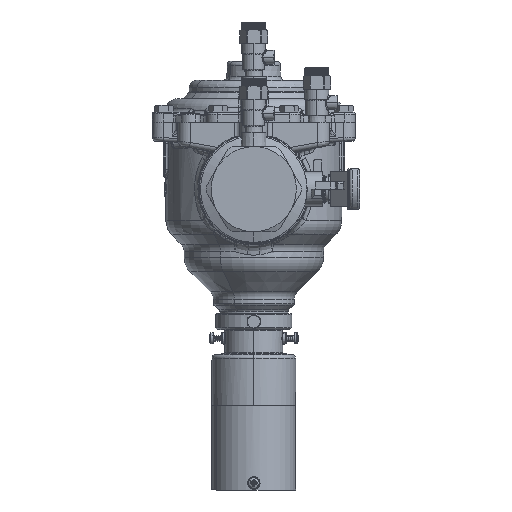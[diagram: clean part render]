
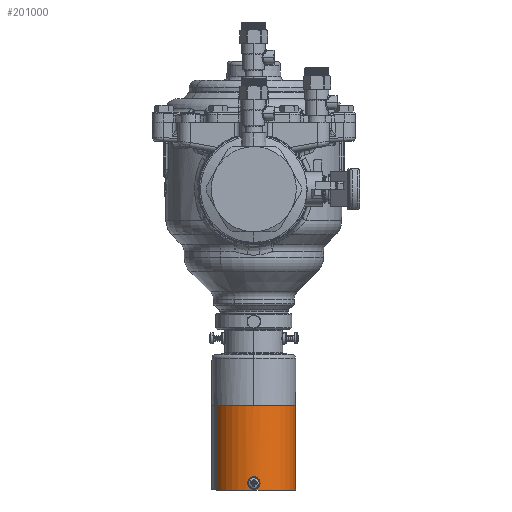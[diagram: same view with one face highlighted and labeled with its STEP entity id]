
A CAD part, front view. The second image highlights one B-rep face of the part: STEP entity #201000.
In plain terms, the highlighted cylindrical face has radius 33.1 mm (diameter 66.2 mm), a partial arc.
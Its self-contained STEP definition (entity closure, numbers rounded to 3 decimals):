
#200892=CARTESIAN_POINT('Axis2P3D Location',(0.,0.,-203.914)) ;
#200901=CARTESIAN_POINT('Vertex',(29.048,15.869,-237.114)) ;
#200903=CARTESIAN_POINT('Vertex',(-29.048,-15.869,-237.114)) ;
#200906=CARTESIAN_POINT('Line Origine',(-29.048,-15.869,-203.914)) ;
#200910=CARTESIAN_POINT('Vertex',(-29.048,-15.869,-170.714)) ;
#200917=CARTESIAN_POINT('Vertex',(29.048,15.869,-170.714)) ;
#200920=CARTESIAN_POINT('Line Origine',(29.048,15.869,-203.914)) ;
#200942=CARTESIAN_POINT('Axis2P3D Location',(0.,0.,-237.114)) ;
#200953=CARTESIAN_POINT('Axis2P3D Location',(0.,0.,-170.714)) ;
#200965=CARTESIAN_POINT('Control Point',(4.926,-32.731,-231.614)) ;
#200966=CARTESIAN_POINT('Control Point',(4.926,-32.731,-233.075)) ;
#200967=CARTESIAN_POINT('Control Point',(4.4,-32.811,-234.537)) ;
#200968=CARTESIAN_POINT('Control Point',(3.349,-32.973,-235.734)) ;
#200969=CARTESIAN_POINT('Control Point',(0.983,-33.144,-236.923)) ;
#200970=CARTESIAN_POINT('Control Point',(-1.555,-33.089,-236.536)) ;
#200971=CARTESIAN_POINT('Control Point',(-2.539,-33.02,-236.091)) ;
#200972=CARTESIAN_POINT('Control Point',(-3.861,-32.883,-235.)) ;
#200973=CARTESIAN_POINT('Control Point',(-4.627,-32.776,-233.498)) ;
#200974=CARTESIAN_POINT('Control Point',(-4.826,-32.746,-232.884)) ;
#200975=CARTESIAN_POINT('Control Point',(-4.926,-32.731,-232.249)) ;
#200976=CARTESIAN_POINT('Control Point',(-4.926,-32.731,-231.614)) ;
#200977=CARTESIAN_POINT('Vertex',(4.926,-32.731,-231.614)) ;
#200979=CARTESIAN_POINT('Vertex',(-4.926,-32.731,-231.614)) ;
#200983=CARTESIAN_POINT('Control Point',(4.926,-32.731,-231.614)) ;
#200984=CARTESIAN_POINT('Control Point',(4.926,-32.731,-230.666)) ;
#200985=CARTESIAN_POINT('Control Point',(4.704,-32.765,-229.718)) ;
#200986=CARTESIAN_POINT('Control Point',(4.262,-32.832,-228.842)) ;
#200987=CARTESIAN_POINT('Control Point',(3.086,-32.976,-227.466)) ;
#200988=CARTESIAN_POINT('Control Point',(1.45,-33.082,-226.726)) ;
#200989=CARTESIAN_POINT('Control Point',(0.625,-33.11,-226.547)) ;
#200990=CARTESIAN_POINT('Control Point',(-1.594,-33.107,-226.553)) ;
#200991=CARTESIAN_POINT('Control Point',(-3.558,-32.941,-227.743)) ;
#200992=CARTESIAN_POINT('Control Point',(-4.469,-32.8,-228.891)) ;
#200993=CARTESIAN_POINT('Control Point',(-4.926,-32.731,-230.252)) ;
#200994=CARTESIAN_POINT('Control Point',(-4.926,-32.731,-231.614)) ;
#200908=VECTOR('Line Direction',#200907,1.) ;
#200922=VECTOR('Line Direction',#200921,1.) ;
#200893=DIRECTION('Axis2P3D Direction',(0.,0.,1.)) ;
#200894=DIRECTION('Axis2P3D XDirection',(-0.878,-0.479,0.)) ;
#200907=DIRECTION('Vector Direction',(0.,0.,1.)) ;
#200921=DIRECTION('Vector Direction',(0.,0.,1.)) ;
#200943=DIRECTION('Axis2P3D Direction',(0.,0.,1.)) ;
#200954=DIRECTION('Axis2P3D Direction',(0.,0.,1.)) ;
#200895=AXIS2_PLACEMENT_3D('Cylinder Axis2P3D',#200892,#200893,#200894) ;
#200944=AXIS2_PLACEMENT_3D('Circle Axis2P3D',#200942,#200943,$) ;
#200955=AXIS2_PLACEMENT_3D('Circle Axis2P3D',#200953,#200954,$) ;
#200909=LINE('Line',#200906,#200908) ;
#200923=LINE('Line',#200920,#200922) ;
#200945=CIRCLE('generated circle',#200944,33.1) ;
#200956=CIRCLE('generated circle',#200955,33.1) ;
#200896=CYLINDRICAL_SURFACE('generated cylinder',#200895,33.1) ;
#200999=FACE_BOUND('',#200996,.T.) ;
#200912=EDGE_CURVE('',#200911,#200904,#200909,.F.) ;
#200924=EDGE_CURVE('',#200918,#200902,#200923,.F.) ;
#200946=EDGE_CURVE('',#200904,#200902,#200945,.T.) ;
#200957=EDGE_CURVE('',#200911,#200918,#200956,.T.) ;
#200981=EDGE_CURVE('',#200978,#200980,#200964,.T.) ;
#200995=EDGE_CURVE('',#200980,#200978,#200982,.F.) ;
#200959=ORIENTED_EDGE('',*,*,#200924,.F.) ;
#200960=ORIENTED_EDGE('',*,*,#200957,.F.) ;
#200961=ORIENTED_EDGE('',*,*,#200912,.T.) ;
#200962=ORIENTED_EDGE('',*,*,#200946,.T.) ;
#200997=ORIENTED_EDGE('',*,*,#200981,.T.) ;
#200998=ORIENTED_EDGE('',*,*,#200995,.T.) ;
#200958=EDGE_LOOP('',(#200959,#200960,#200961,#200962)) ;
#200996=EDGE_LOOP('',(#200997,#200998)) ;
#200902=VERTEX_POINT('',#200901) ;
#200904=VERTEX_POINT('',#200903) ;
#200911=VERTEX_POINT('',#200910) ;
#200918=VERTEX_POINT('',#200917) ;
#200978=VERTEX_POINT('',#200977) ;
#200980=VERTEX_POINT('',#200979) ;
#201000=ADVANCED_FACE('PartBody',(#200963,#200999),#200896,.T.) ;
#200964=B_SPLINE_CURVE_WITH_KNOTS('',5,(#200965,#200966,#200967,#200968,#200969,#200970,#200971,#200972,#200973,#200974,#200975,#200976),.UNSPECIFIED.,.F.,.U.,(6,3,3,6),(0.,9.831,16.806,21.079),.UNSPECIFIED.) ;
#200982=B_SPLINE_CURVE_WITH_KNOTS('',5,(#200983,#200984,#200985,#200986,#200987,#200988,#200989,#200990,#200991,#200992,#200993,#200994),.UNSPECIFIED.,.F.,.U.,(6,3,3,6),(0.,6.376,11.92,21.079),.UNSPECIFIED.) ;
#200963=FACE_OUTER_BOUND('',#200958,.T.) ;
